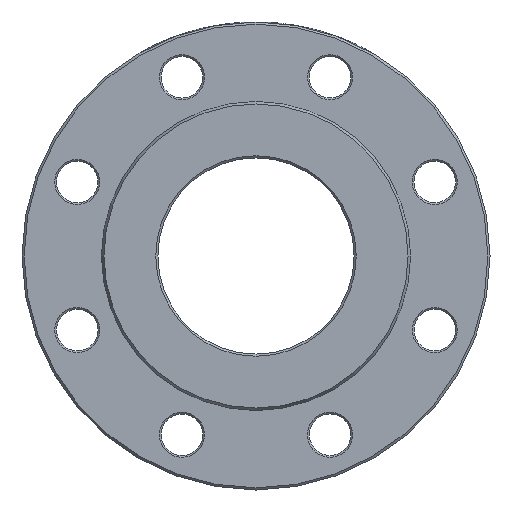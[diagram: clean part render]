
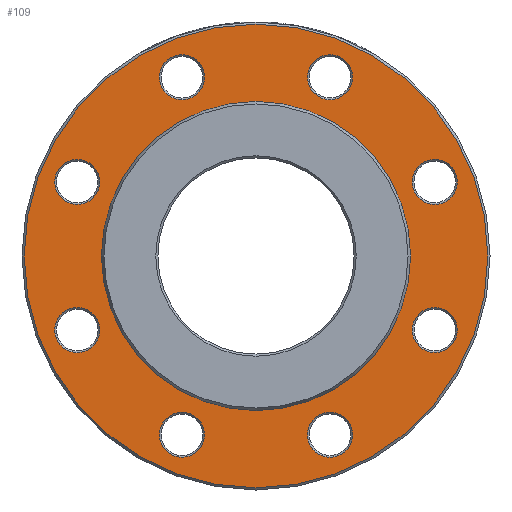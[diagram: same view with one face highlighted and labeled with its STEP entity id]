
A CAD part, left-side view. The second image highlights one B-rep face of the part: STEP entity #109.
In plain terms, the highlighted planar face has unit normal (-1, 0, 0).
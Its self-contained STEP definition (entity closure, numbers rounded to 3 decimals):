
#109 = ADVANCED_FACE ( 'NONE', ( #1553, #3462, #3923, #2014, #2448, #1948, #2544, #3555, #4014, #5567 ), #2964, .F. ) ;
#123 = CARTESIAN_POINT ( 'NONE',  ( 2., 82.133, -34.021 ) ) ;
#250 = VERTEX_POINT ( 'NONE', #1255 ) ;
#286 = VERTEX_POINT ( 'NONE', #1724 ) ;
#432 = DIRECTION ( 'NONE',  ( 0., 0.707, 0.707 ) ) ;
#472 = DIRECTION ( 'NONE',  ( 0., 0., 1. ) ) ;
#532 = DIRECTION ( 'NONE',  ( 1., 0., 0. ) ) ;
#563 = CARTESIAN_POINT ( 'NONE',  ( 2., 34.021, 82.133 ) ) ;
#818 = AXIS2_PLACEMENT_3D ( 'NONE', #5074, #1523, #3521 ) ;
#831 = AXIS2_PLACEMENT_3D ( 'NONE', #1405, #2844, #2364 ) ;
#907 = EDGE_LOOP ( 'NONE', ( #4458 ) ) ;
#942 = EDGE_CURVE ( 'NONE', #2150, #2150, #6289, .T. ) ;
#1209 = DIRECTION ( 'NONE',  ( 0., 0., 1. ) ) ;
#1221 = VERTEX_POINT ( 'NONE', #3224 ) ;
#1244 = CIRCLE ( 'NONE', #4705, 10.35 ) ;
#1255 = CARTESIAN_POINT ( 'NONE',  ( 2., -89.451, -26.702 ) ) ;
#1384 = CARTESIAN_POINT ( 'NONE',  ( 2., 82.133, 34.021 ) ) ;
#1405 = CARTESIAN_POINT ( 'NONE',  ( 2., 0., 0. ) ) ;
#1523 = DIRECTION ( 'NONE',  ( 1., 0., 0. ) ) ;
#1526 = VERTEX_POINT ( 'NONE', #5077 ) ;
#1537 = ORIENTED_EDGE ( 'NONE', *, *, #1908, .T. ) ;
#1551 = EDGE_LOOP ( 'NONE', ( #2454 ) ) ;
#1553 = FACE_BOUND ( 'NONE', #2259, .T. ) ;
#1617 = ORIENTED_EDGE ( 'NONE', *, *, #2110, .T. ) ;
#1695 = CARTESIAN_POINT ( 'NONE',  ( 2., 26.702, -89.451 ) ) ;
#1724 = CARTESIAN_POINT ( 'NONE',  ( 2., 0., 71.005 ) ) ;
#1766 = CIRCLE ( 'NONE', #3986, 10.35 ) ;
#1908 = EDGE_CURVE ( 'NONE', #6520, #6520, #4199, .T. ) ;
#1948 = FACE_BOUND ( 'NONE', #907, .T. ) ;
#1980 = CIRCLE ( 'NONE', #2613, 10.35 ) ;
#2014 = FACE_BOUND ( 'NONE', #3900, .T. ) ;
#2077 = CARTESIAN_POINT ( 'NONE',  ( 2., 82.133, -44.371 ) ) ;
#2110 = EDGE_CURVE ( 'NONE', #1526, #1526, #1766, .T. ) ;
#2150 = VERTEX_POINT ( 'NONE', #3559 ) ;
#2259 = EDGE_LOOP ( 'NONE', ( #5518 ) ) ;
#2306 = DIRECTION ( 'NONE',  ( 1., 0., 0. ) ) ;
#2364 = DIRECTION ( 'NONE',  ( 0., 0., -1. ) ) ;
#2448 = FACE_BOUND ( 'NONE', #5297, .T. ) ;
#2454 = ORIENTED_EDGE ( 'NONE', *, *, #2552, .T. ) ;
#2517 = CIRCLE ( 'NONE', #4078, 10.35 ) ;
#2544 = FACE_BOUND ( 'NONE', #3899, .T. ) ;
#2552 = EDGE_CURVE ( 'NONE', #4577, #4577, #2938, .T. ) ;
#2613 = AXIS2_PLACEMENT_3D ( 'NONE', #563, #532, #6527 ) ;
#2615 = CIRCLE ( 'NONE', #4398, 10.35 ) ;
#2672 = DIRECTION ( 'NONE',  ( 1., 0., 0. ) ) ;
#2785 = DIRECTION ( 'NONE',  ( 0., -0.707, -0.707 ) ) ;
#2844 = DIRECTION ( 'NONE',  ( -1., 0., 0. ) ) ;
#2938 = CIRCLE ( 'NONE', #3444, 10.35 ) ;
#2964 = PLANE ( 'NONE',  #818 ) ;
#3141 = EDGE_LOOP ( 'NONE', ( #5917 ) ) ;
#3222 = DIRECTION ( 'NONE',  ( 0., 0., -1. ) ) ;
#3224 = CARTESIAN_POINT ( 'NONE',  ( 2., 44.371, 82.133 ) ) ;
#3225 = EDGE_CURVE ( 'NONE', #4314, #4314, #1244, .T. ) ;
#3257 = EDGE_CURVE ( 'NONE', #4278, #4278, #2615, .T. ) ;
#3290 = DIRECTION ( 'NONE',  ( 1., 0., 0. ) ) ;
#3331 = EDGE_CURVE ( 'NONE', #250, #250, #5024, .T. ) ;
#3429 = CARTESIAN_POINT ( 'NONE',  ( 2., -34.021, 82.133 ) ) ;
#3444 = AXIS2_PLACEMENT_3D ( 'NONE', #123, #2672, #3222 ) ;
#3462 = FACE_BOUND ( 'NONE', #4357, .T. ) ;
#3521 = DIRECTION ( 'NONE',  ( 0., 0., -1. ) ) ;
#3555 = FACE_BOUND ( 'NONE', #1551, .T. ) ;
#3559 = CARTESIAN_POINT ( 'NONE',  ( 2., -26.702, 89.451 ) ) ;
#3582 = DIRECTION ( 'NONE',  ( 1., 0., 0. ) ) ;
#3659 = EDGE_CURVE ( 'NONE', #3751, #3751, #2517, .T. ) ;
#3725 = CARTESIAN_POINT ( 'NONE',  ( 2., -44.371, -82.133 ) ) ;
#3751 = VERTEX_POINT ( 'NONE', #3725 ) ;
#3799 = ORIENTED_EDGE ( 'NONE', *, *, #942, .T. ) ;
#3844 = DIRECTION ( 'NONE',  ( 0., 0.707, -0.707 ) ) ;
#3899 = EDGE_LOOP ( 'NONE', ( #5123 ) ) ;
#3900 = EDGE_LOOP ( 'NONE', ( #1617 ) ) ;
#3923 = FACE_BOUND ( 'NONE', #3991, .T. ) ;
#3958 = ORIENTED_EDGE ( 'NONE', *, *, #6125, .T. ) ;
#3975 = AXIS2_PLACEMENT_3D ( 'NONE', #4793, #2306, #4306 ) ;
#3986 = AXIS2_PLACEMENT_3D ( 'NONE', #5718, #3582, #1209 ) ;
#3991 = EDGE_LOOP ( 'NONE', ( #3799 ) ) ;
#4014 = FACE_OUTER_BOUND ( 'NONE', #4332, .T. ) ;
#4078 = AXIS2_PLACEMENT_3D ( 'NONE', #5253, #3290, #6159 ) ;
#4079 = AXIS2_PLACEMENT_3D ( 'NONE', #3429, #5444, #432 ) ;
#4199 = CIRCLE ( 'NONE', #831, 106.5 ) ;
#4278 = VERTEX_POINT ( 'NONE', #1695 ) ;
#4306 = DIRECTION ( 'NONE',  ( 0., -0.707, 0.707 ) ) ;
#4314 = VERTEX_POINT ( 'NONE', #6194 ) ;
#4332 = EDGE_LOOP ( 'NONE', ( #1537 ) ) ;
#4357 = EDGE_LOOP ( 'NONE', ( #3958 ) ) ;
#4398 = AXIS2_PLACEMENT_3D ( 'NONE', #4833, #5401, #2785 ) ;
#4458 = ORIENTED_EDGE ( 'NONE', *, *, #3659, .T. ) ;
#4577 = VERTEX_POINT ( 'NONE', #2077 ) ;
#4602 = AXIS2_PLACEMENT_3D ( 'NONE', #4895, #5494, #472 ) ;
#4705 = AXIS2_PLACEMENT_3D ( 'NONE', #1384, #5331, #3844 ) ;
#4711 = CIRCLE ( 'NONE', #4602, 71.005 ) ;
#4793 = CARTESIAN_POINT ( 'NONE',  ( 2., -82.133, -34.021 ) ) ;
#4833 = CARTESIAN_POINT ( 'NONE',  ( 2., 34.021, -82.133 ) ) ;
#4895 = CARTESIAN_POINT ( 'NONE',  ( 2., 0., 0. ) ) ;
#5024 = CIRCLE ( 'NONE', #3975, 10.35 ) ;
#5074 = CARTESIAN_POINT ( 'NONE',  ( 2., 71.005, 0. ) ) ;
#5077 = CARTESIAN_POINT ( 'NONE',  ( 2., -82.133, 44.371 ) ) ;
#5123 = ORIENTED_EDGE ( 'NONE', *, *, #3257, .T. ) ;
#5228 = ORIENTED_EDGE ( 'NONE', *, *, #3331, .T. ) ;
#5253 = CARTESIAN_POINT ( 'NONE',  ( 2., -34.021, -82.133 ) ) ;
#5297 = EDGE_LOOP ( 'NONE', ( #5228 ) ) ;
#5331 = DIRECTION ( 'NONE',  ( 1., 0., 0. ) ) ;
#5401 = DIRECTION ( 'NONE',  ( 1., 0., 0. ) ) ;
#5444 = DIRECTION ( 'NONE',  ( 1., 0., 0. ) ) ;
#5494 = DIRECTION ( 'NONE',  ( -1., 0., 0. ) ) ;
#5518 = ORIENTED_EDGE ( 'NONE', *, *, #3225, .T. ) ;
#5567 = FACE_BOUND ( 'NONE', #3141, .T. ) ;
#5718 = CARTESIAN_POINT ( 'NONE',  ( 2., -82.133, 34.021 ) ) ;
#5871 = EDGE_CURVE ( 'NONE', #286, #286, #4711, .T. ) ;
#5917 = ORIENTED_EDGE ( 'NONE', *, *, #5871, .F. ) ;
#6028 = CARTESIAN_POINT ( 'NONE',  ( 2., 0., -106.5 ) ) ;
#6125 = EDGE_CURVE ( 'NONE', #1221, #1221, #1980, .T. ) ;
#6159 = DIRECTION ( 'NONE',  ( 0., -1., 0. ) ) ;
#6194 = CARTESIAN_POINT ( 'NONE',  ( 2., 89.451, 26.702 ) ) ;
#6289 = CIRCLE ( 'NONE', #4079, 10.35 ) ;
#6520 = VERTEX_POINT ( 'NONE', #6028 ) ;
#6527 = DIRECTION ( 'NONE',  ( 0., 1., 0. ) ) ;
